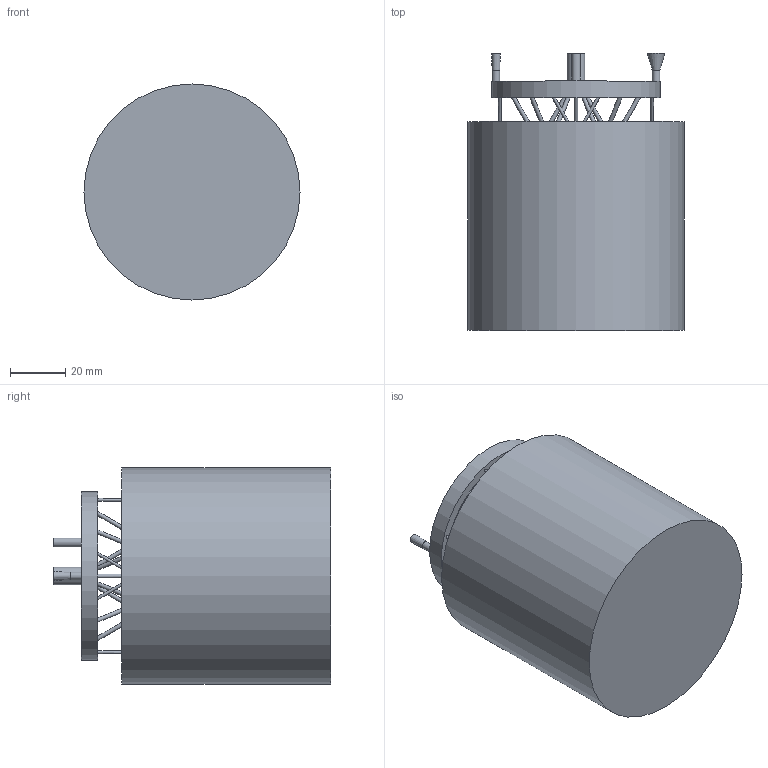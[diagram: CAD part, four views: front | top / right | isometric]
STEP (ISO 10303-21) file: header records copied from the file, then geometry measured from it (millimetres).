
FILE_DESCRIPTION(/* description */ (''),/* implementation_level */ '2;1');
FILE_NAME(/* name */ 'Jason CFD Final Injector Assembly v4.step',/* time_stamp */ '2020-03-30T13:30:34-04:00',/* author */ (''),/* organization */ (''),/* preprocessor_version */ 'ST-DEVELOPER v18',/* originating_system */ 'Autodesk Translation Framework v8.12.0.6',/* authorisation */ '');
FILE_SCHEMA (('AUTOMOTIVE_DESIGN { 1 0 10303 214 3 1 1 }'));
Length unit declared in the file: millimetre
Products named in the file (2): Jason CFD Final Injector Assembly; Fluid Domain
Assembly tree (1 placements, depth 2):
  Jason CFD Final Injector Assembly
    Fluid Domain
Bounding box: 78 x 100 x 78 mm (x, y, z)
Volume: 375770.1 mm3; surface area: 37433 mm2
Topology: 1 solids, 1 shells, 44 faces, 158 edges, 124 vertices
Faces by surface type: cylinder 32, plane 10, cone 2
Full cylindrical faces by diameter (mm): 1.02 x8, 1.43 x16, 2.75 x2, 3.175 x1, 6.35 x1, 48.52 x1, 54.52 x1, 61 x1, 78 x1
Entity records: 1999 total; most frequent: DIRECTION 376, CARTESIAN_POINT 329, ORIENTED_EDGE 316, AXIS2_PLACEMENT_3D 171, EDGE_CURVE 158, VERTEX_POINT 124, EDGE_LOOP 98, ELLIPSE 96
